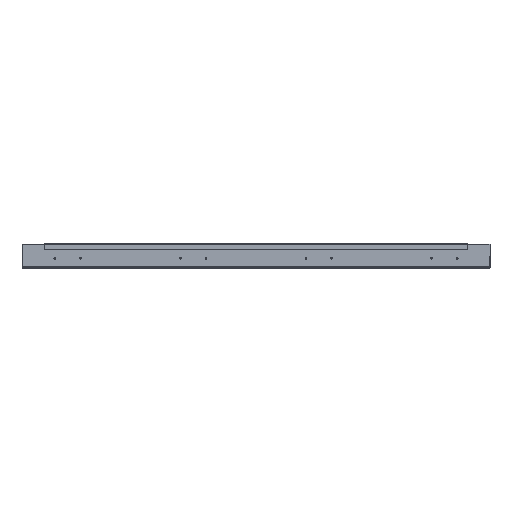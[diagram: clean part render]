
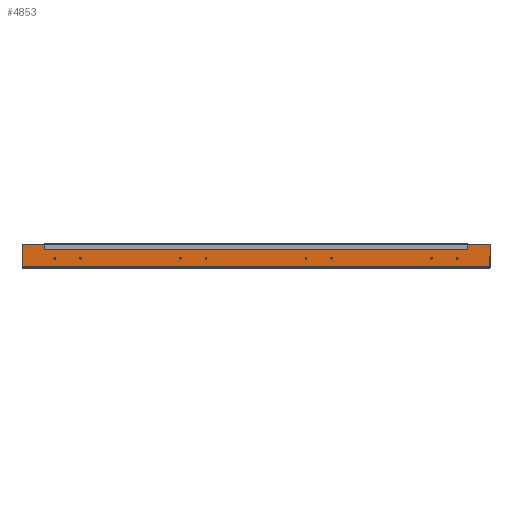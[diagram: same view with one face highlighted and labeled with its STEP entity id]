
A CAD part, top view. The second image highlights one B-rep face of the part: STEP entity #4853.
In plain terms, the highlighted face is planar.
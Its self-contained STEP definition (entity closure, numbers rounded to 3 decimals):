
#512=CARTESIAN_POINT('',(-557.55,-557.6,-0.2));
#524=DIRECTION('',(0.,1.,0.));
#525=VECTOR('',#524,1.2);
#526=CARTESIAN_POINT('',(-557.55,-558.8,-0.2));
#527=LINE('',#526,#525);
#531=DIRECTION('',(0.,0.,1.));
#532=VECTOR('',#531,54.2);
#533=CARTESIAN_POINT('',(-557.55,-558.8,-54.4));
#534=LINE('',#533,#532);
#538=DIRECTION('',(0.,0.,-1.));
#539=VECTOR('',#538,54.2);
#540=CARTESIAN_POINT('',(-557.55,558.8,-0.2));
#541=LINE('',#540,#539);
#545=DIRECTION('',(0.,1.,0.));
#546=VECTOR('',#545,1.2);
#547=CARTESIAN_POINT('',(-557.55,557.6,-0.2));
#548=LINE('',#547,#546);
#552=CARTESIAN_POINT('',(-557.55,-419.5,-20.8));
#553=DIRECTION('',(-1.,0.,0.));
#554=DIRECTION('',(0.,0.,-1.));
#555=AXIS2_PLACEMENT_3D('',#552,#553,#554);
#560=CARTESIAN_POINT('',(-557.55,-419.5,-20.8));
#561=DIRECTION('',(-1.,0.,0.));
#562=DIRECTION('',(0.,0.,1.));
#563=AXIS2_PLACEMENT_3D('',#560,#561,#562);
#568=CARTESIAN_POINT('',(-557.55,-480.5,-20.8));
#569=DIRECTION('',(-1.,0.,0.));
#570=DIRECTION('',(0.,0.,-1.));
#571=AXIS2_PLACEMENT_3D('',#568,#569,#570);
#576=CARTESIAN_POINT('',(-557.55,-480.5,-20.8));
#577=DIRECTION('',(-1.,0.,0.));
#578=DIRECTION('',(0.,0.,1.));
#579=AXIS2_PLACEMENT_3D('',#576,#577,#578);
#584=CARTESIAN_POINT('',(-557.55,-119.5,-20.8));
#585=DIRECTION('',(-1.,0.,0.));
#586=DIRECTION('',(0.,0.,-1.));
#587=AXIS2_PLACEMENT_3D('',#584,#585,#586);
#592=CARTESIAN_POINT('',(-557.55,-119.5,-20.8));
#593=DIRECTION('',(-1.,0.,0.));
#594=DIRECTION('',(0.,0.,1.));
#595=AXIS2_PLACEMENT_3D('',#592,#593,#594);
#600=CARTESIAN_POINT('',(-557.55,-180.5,-20.8));
#601=DIRECTION('',(-1.,0.,0.));
#602=DIRECTION('',(0.,0.,-1.));
#603=AXIS2_PLACEMENT_3D('',#600,#601,#602);
#608=CARTESIAN_POINT('',(-557.55,-180.5,-20.8));
#609=DIRECTION('',(-1.,0.,0.));
#610=DIRECTION('',(0.,0.,1.));
#611=AXIS2_PLACEMENT_3D('',#608,#609,#610);
#616=CARTESIAN_POINT('',(-557.55,180.5,-20.8));
#617=DIRECTION('',(-1.,0.,0.));
#618=DIRECTION('',(0.,0.,-1.));
#619=AXIS2_PLACEMENT_3D('',#616,#617,#618);
#624=CARTESIAN_POINT('',(-557.55,180.5,-20.8));
#625=DIRECTION('',(-1.,0.,0.));
#626=DIRECTION('',(0.,0.,1.));
#627=AXIS2_PLACEMENT_3D('',#624,#625,#626);
#632=CARTESIAN_POINT('',(-557.55,119.5,-20.8));
#633=DIRECTION('',(-1.,0.,0.));
#634=DIRECTION('',(0.,0.,-1.));
#635=AXIS2_PLACEMENT_3D('',#632,#633,#634);
#640=CARTESIAN_POINT('',(-557.55,119.5,-20.8));
#641=DIRECTION('',(-1.,0.,0.));
#642=DIRECTION('',(0.,0.,1.));
#643=AXIS2_PLACEMENT_3D('',#640,#641,#642);
#648=CARTESIAN_POINT('',(-557.55,480.5,-20.8));
#649=DIRECTION('',(-1.,0.,0.));
#650=DIRECTION('',(0.,0.,-1.));
#651=AXIS2_PLACEMENT_3D('',#648,#649,#650);
#656=CARTESIAN_POINT('',(-557.55,480.5,-20.8));
#657=DIRECTION('',(-1.,0.,0.));
#658=DIRECTION('',(0.,0.,1.));
#659=AXIS2_PLACEMENT_3D('',#656,#657,#658);
#664=CARTESIAN_POINT('',(-557.55,419.5,-20.8));
#665=DIRECTION('',(-1.,0.,0.));
#666=DIRECTION('',(0.,0.,-1.));
#667=AXIS2_PLACEMENT_3D('',#664,#665,#666);
#672=CARTESIAN_POINT('',(-557.55,419.5,-20.8));
#673=DIRECTION('',(-1.,0.,0.));
#674=DIRECTION('',(0.,0.,1.));
#675=AXIS2_PLACEMENT_3D('',#672,#673,#674);
#680=DIRECTION('',(0.,1.,0.));
#681=VECTOR('',#680,1115.2);
#682=CARTESIAN_POINT('',(-557.55,-557.6,-0.2));
#683=LINE('',#682,#681);
#693=CARTESIAN_POINT('',(-557.55,557.6,-0.2));
#2464=DIRECTION('',(0.,-1.,0.));
#2465=VECTOR('',#2464,52.55);
#2466=CARTESIAN_POINT('',(-557.55,558.8,-54.4));
#2467=LINE('',#2466,#2465);
#2634=DIRECTION('',(0.,-1.,0.));
#2635=VECTOR('',#2634,52.55);
#2636=CARTESIAN_POINT('',(-557.55,-506.25,-54.4));
#2637=LINE('',#2636,#2635);
#2736=DIRECTION('',(0.,-1.,0.));
#2737=VECTOR('',#2736,1012.5);
#2738=CARTESIAN_POINT('',(-557.55,506.25,-54.4));
#2739=LINE('',#2738,#2737);
#4096=VERTEX_POINT('',#693);
#4097=VERTEX_POINT('',#512);
#4134=CARTESIAN_POINT('',(-557.55,506.25,-54.4));
#4136=VERTEX_POINT('',#4134);
#4138=CARTESIAN_POINT('',(-557.55,-506.25,-54.4));
#4140=VERTEX_POINT('',#4138);
#4142=CARTESIAN_POINT('',(-557.55,558.8,-0.2));
#4143=VERTEX_POINT('',#4142);
#4144=CARTESIAN_POINT('',(-557.55,558.8,-54.4));
#4145=VERTEX_POINT('',#4144);
#4150=CARTESIAN_POINT('',(-557.55,-558.8,-54.4));
#4151=CARTESIAN_POINT('',(-557.55,-558.8,-0.2));
#4152=VERTEX_POINT('',#4150);
#4153=VERTEX_POINT('',#4151);
#4166=CARTESIAN_POINT('',(-557.55,-480.5,-22.8));
#4167=CARTESIAN_POINT('',(-557.55,-480.5,-18.8));
#4168=VERTEX_POINT('',#4166);
#4169=VERTEX_POINT('',#4167);
#4170=CARTESIAN_POINT('',(-557.55,-419.5,-22.8));
#4171=CARTESIAN_POINT('',(-557.55,-419.5,-18.8));
#4172=VERTEX_POINT('',#4170);
#4173=VERTEX_POINT('',#4171);
#4214=CARTESIAN_POINT('',(-557.55,-180.5,-22.8));
#4215=CARTESIAN_POINT('',(-557.55,-180.5,-18.8));
#4216=VERTEX_POINT('',#4214);
#4217=VERTEX_POINT('',#4215);
#4218=CARTESIAN_POINT('',(-557.55,-119.5,-22.8));
#4219=CARTESIAN_POINT('',(-557.55,-119.5,-18.8));
#4220=VERTEX_POINT('',#4218);
#4221=VERTEX_POINT('',#4219);
#4262=CARTESIAN_POINT('',(-557.55,119.5,-22.8));
#4263=CARTESIAN_POINT('',(-557.55,119.5,-18.8));
#4264=VERTEX_POINT('',#4262);
#4265=VERTEX_POINT('',#4263);
#4266=CARTESIAN_POINT('',(-557.55,180.5,-22.8));
#4267=CARTESIAN_POINT('',(-557.55,180.5,-18.8));
#4268=VERTEX_POINT('',#4266);
#4269=VERTEX_POINT('',#4267);
#4310=CARTESIAN_POINT('',(-557.55,419.5,-22.8));
#4311=CARTESIAN_POINT('',(-557.55,419.5,-18.8));
#4312=VERTEX_POINT('',#4310);
#4313=VERTEX_POINT('',#4311);
#4314=CARTESIAN_POINT('',(-557.55,480.5,-22.8));
#4315=CARTESIAN_POINT('',(-557.55,480.5,-18.8));
#4316=VERTEX_POINT('',#4314);
#4317=VERTEX_POINT('',#4315);
#4783=CARTESIAN_POINT('',(-557.55,557.4,1.2));
#4784=DIRECTION('',(-1.,0.,0.));
#4785=DIRECTION('',(0.,1.,0.));
#4786=AXIS2_PLACEMENT_3D('',#4783,#4784,#4785);
#4787=PLANE('',#4786);
#4789=ORIENTED_EDGE('',*,*,#4788,.F.);
#4790=ORIENTED_EDGE('',*,*,#4773,.F.);
#4792=ORIENTED_EDGE('',*,*,#4791,.F.);
#4794=ORIENTED_EDGE('',*,*,#4793,.F.);
#4796=ORIENTED_EDGE('',*,*,#4795,.F.);
#4798=ORIENTED_EDGE('',*,*,#4797,.F.);
#4800=ORIENTED_EDGE('',*,*,#4799,.F.);
#4802=ORIENTED_EDGE('',*,*,#4801,.F.);
#4803=EDGE_LOOP('',(#4789,#4790,#4792,#4794,#4796,#4798,#4800,#4802));
#4804=FACE_OUTER_BOUND('',#4803,.F.);
#4806=ORIENTED_EDGE('',*,*,#4805,.T.);
#4808=ORIENTED_EDGE('',*,*,#4807,.T.);
#4809=EDGE_LOOP('',(#4806,#4808));
#4810=FACE_BOUND('',#4809,.F.);
#4812=ORIENTED_EDGE('',*,*,#4811,.T.);
#4814=ORIENTED_EDGE('',*,*,#4813,.T.);
#4815=EDGE_LOOP('',(#4812,#4814));
#4816=FACE_BOUND('',#4815,.F.);
#4818=ORIENTED_EDGE('',*,*,#4817,.T.);
#4820=ORIENTED_EDGE('',*,*,#4819,.T.);
#4821=EDGE_LOOP('',(#4818,#4820));
#4822=FACE_BOUND('',#4821,.F.);
#4824=ORIENTED_EDGE('',*,*,#4823,.T.);
#4826=ORIENTED_EDGE('',*,*,#4825,.T.);
#4827=EDGE_LOOP('',(#4824,#4826));
#4828=FACE_BOUND('',#4827,.F.);
#4830=ORIENTED_EDGE('',*,*,#4829,.T.);
#4832=ORIENTED_EDGE('',*,*,#4831,.T.);
#4833=EDGE_LOOP('',(#4830,#4832));
#4834=FACE_BOUND('',#4833,.F.);
#4836=ORIENTED_EDGE('',*,*,#4835,.T.);
#4838=ORIENTED_EDGE('',*,*,#4837,.T.);
#4839=EDGE_LOOP('',(#4836,#4838));
#4840=FACE_BOUND('',#4839,.F.);
#4842=ORIENTED_EDGE('',*,*,#4841,.T.);
#4844=ORIENTED_EDGE('',*,*,#4843,.T.);
#4845=EDGE_LOOP('',(#4842,#4844));
#4846=FACE_BOUND('',#4845,.F.);
#4848=ORIENTED_EDGE('',*,*,#4847,.T.);
#4850=ORIENTED_EDGE('',*,*,#4849,.T.);
#4851=EDGE_LOOP('',(#4848,#4850));
#4852=FACE_BOUND('',#4851,.F.);
#556=CIRCLE('',#555,2.);
#564=CIRCLE('',#563,2.);
#572=CIRCLE('',#571,2.);
#580=CIRCLE('',#579,2.);
#588=CIRCLE('',#587,2.);
#596=CIRCLE('',#595,2.);
#604=CIRCLE('',#603,2.);
#612=CIRCLE('',#611,2.);
#620=CIRCLE('',#619,2.);
#628=CIRCLE('',#627,2.);
#636=CIRCLE('',#635,2.);
#644=CIRCLE('',#643,2.);
#652=CIRCLE('',#651,2.);
#660=CIRCLE('',#659,2.);
#668=CIRCLE('',#667,2.);
#676=CIRCLE('',#675,2.);
#4773=EDGE_CURVE('',#4153,#4097,#527,.T.);
#4788=EDGE_CURVE('',#4097,#4096,#683,.T.);
#4791=EDGE_CURVE('',#4152,#4153,#534,.T.);
#4793=EDGE_CURVE('',#4140,#4152,#2637,.T.);
#4795=EDGE_CURVE('',#4136,#4140,#2739,.T.);
#4797=EDGE_CURVE('',#4145,#4136,#2467,.T.);
#4799=EDGE_CURVE('',#4143,#4145,#541,.T.);
#4801=EDGE_CURVE('',#4096,#4143,#548,.T.);
#4805=EDGE_CURVE('',#4172,#4173,#556,.T.);
#4807=EDGE_CURVE('',#4173,#4172,#564,.T.);
#4811=EDGE_CURVE('',#4168,#4169,#572,.T.);
#4813=EDGE_CURVE('',#4169,#4168,#580,.T.);
#4817=EDGE_CURVE('',#4220,#4221,#588,.T.);
#4819=EDGE_CURVE('',#4221,#4220,#596,.T.);
#4823=EDGE_CURVE('',#4216,#4217,#604,.T.);
#4825=EDGE_CURVE('',#4217,#4216,#612,.T.);
#4829=EDGE_CURVE('',#4268,#4269,#620,.T.);
#4831=EDGE_CURVE('',#4269,#4268,#628,.T.);
#4835=EDGE_CURVE('',#4264,#4265,#636,.T.);
#4837=EDGE_CURVE('',#4265,#4264,#644,.T.);
#4841=EDGE_CURVE('',#4316,#4317,#652,.T.);
#4843=EDGE_CURVE('',#4317,#4316,#660,.T.);
#4847=EDGE_CURVE('',#4312,#4313,#668,.T.);
#4849=EDGE_CURVE('',#4313,#4312,#676,.T.);
#4853=ADVANCED_FACE('',(#4804,#4810,#4816,#4822,#4828,#4834,#4840,#4846,#4852),
#4787,.T.);
